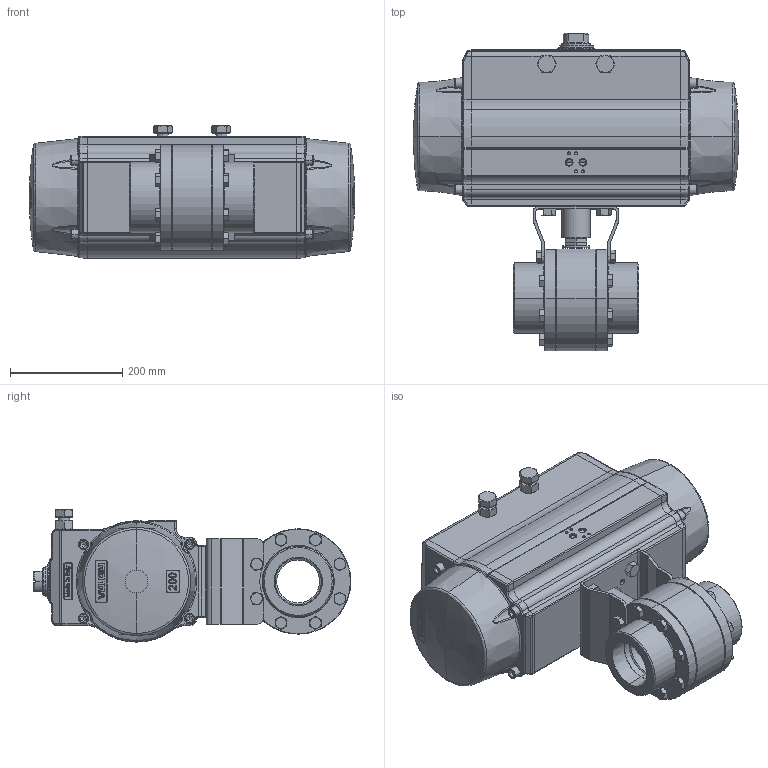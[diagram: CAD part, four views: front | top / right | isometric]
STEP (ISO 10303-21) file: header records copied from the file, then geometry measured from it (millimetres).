
FILE_DESCRIPTION (( 'STEP AP203' ), '1' );
FILE_NAME ('3000F-300-PT_UT-6.STEP', '2017-10-26T19:17:48', ( '' ), ( '' ), 'SwSTEP 2.0', 'SolidWorks 2014', '' );
FILE_SCHEMA (( 'CONFIG_CONTROL_DESIGN' ));
Products named in the file (1): 3000F-300-PT_UT-6
Bounding box: 578.33 x 565.31 x 235.4 mm (x, y, z)
Surface area: 925612.8 mm2 (no closed solid volume)
Topology: 0 solids, 50 shells, 1314 faces, 4383 edges, 2990 vertices
Faces by surface type: plane 487, cone 289, bspline 267, cylinder 229, sphere 38, torus 4
Entity records: 79067 total; most frequent: CARTESIAN_POINT 45500, ORIENTED_EDGE 6951, DIRECTION 5807, EDGE_CURVE 4344, VERTEX_POINT 2990, AXIS2_PLACEMENT_3D 2112, VECTOR 1583, LINE 1583
